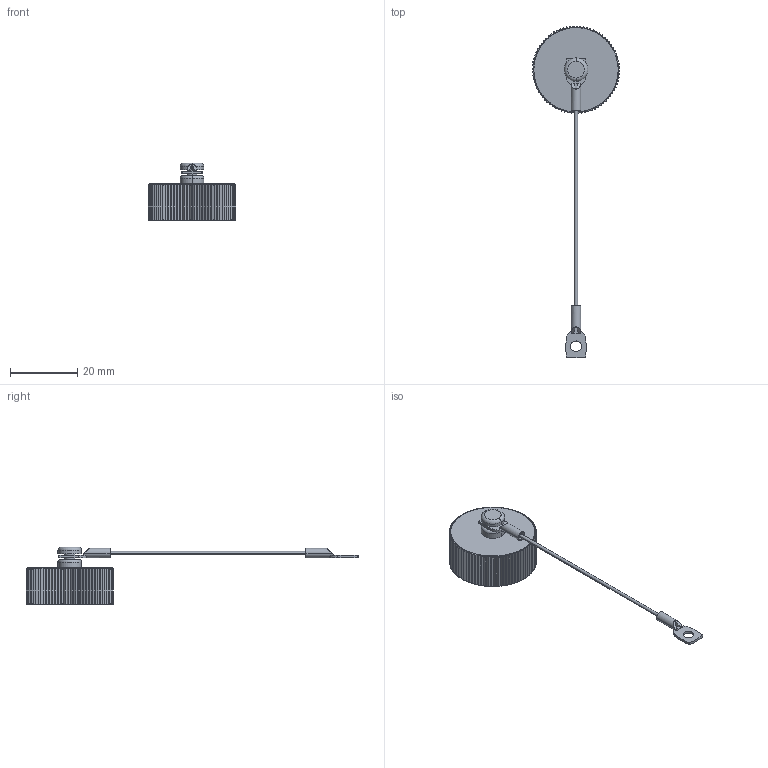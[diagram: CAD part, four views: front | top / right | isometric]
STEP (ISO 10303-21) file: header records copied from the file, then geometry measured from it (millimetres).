
FILE_DESCRIPTION((''),'2;1');
FILE_NAME('SC-Z2320_1605457','2013-10-21T',('vbengel'),(''),'PRO/ENGINEER BY PARAMETRIC TECHNOLOGY CORPORATION, 2012480','PRO/ENGINEER BY PARAMETRIC TECHNOLOGY CORPORATION, 2012480','');
FILE_SCHEMA(('AUTOMOTIVE_DESIGN { 1 0 10303 214 1 1 1 1 }'));
Length unit declared in the file: millimetre
Products named in the file (1): SC-Z2320_1605457
Bounding box: 25.99 x 98.67 x 17.2 mm (x, y, z)
Volume: 2028.4 mm3; surface area: 4315.8 mm2
Topology: 1 solids, 1 shells, 518 faces, 1471 edges, 973 vertices
Faces by surface type: plane 192, torus 166, cylinder 136, cone 14, bspline 10
Entity records: 24686 total; most frequent: CARTESIAN_POINT 11387, ORIENTED_EDGE 2942, DIRECTION 2560, EDGE_CURVE 1471, VERTEX_POINT 973, AXIS2_PLACEMENT_3D 951, VECTOR 658, LINE 658
